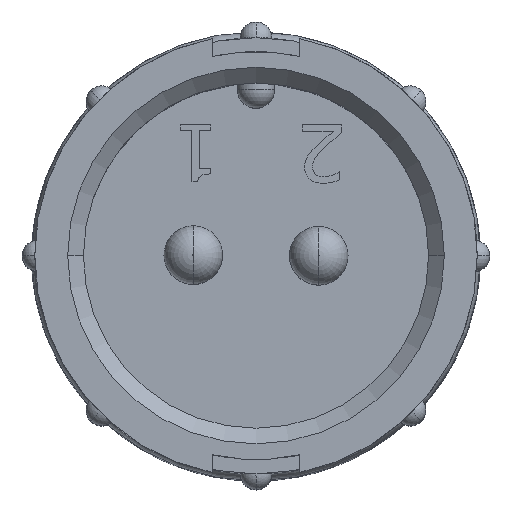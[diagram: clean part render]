
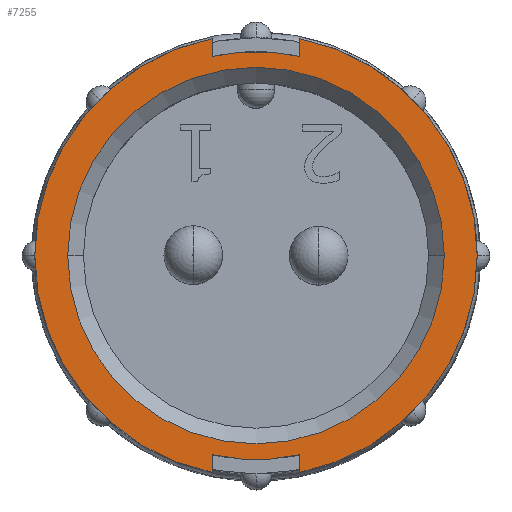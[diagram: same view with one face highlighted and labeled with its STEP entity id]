
A CAD part, top view. The second image highlights one B-rep face of the part: STEP entity #7255.
In plain terms, the highlighted planar face has unit normal (0, 0, 1).
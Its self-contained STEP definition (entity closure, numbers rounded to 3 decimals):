
#77 = CARTESIAN_POINT ( 'NONE',  ( 0., 0., 0. ) ) ;
#167 = EDGE_LOOP ( 'NONE', ( #2717, #552 ) ) ;
#284 = ORIENTED_EDGE ( 'NONE', *, *, #1336, .T. ) ;
#327 = CARTESIAN_POINT ( 'NONE',  ( 1.778, -8.061, 0. ) ) ;
#341 = CARTESIAN_POINT ( 'NONE',  ( 0., 0., 0. ) ) ;
#395 = VECTOR ( 'NONE', #5618, 1000. ) ;
#399 = VERTEX_POINT ( 'NONE', #2055 ) ;
#450 = CARTESIAN_POINT ( 'NONE',  ( 0., 0., 0. ) ) ;
#527 = VERTEX_POINT ( 'NONE', #1012 ) ;
#552 = ORIENTED_EDGE ( 'NONE', *, *, #3764, .F. ) ;
#587 = CIRCLE ( 'NONE', #4127, 7.62 ) ;
#604 = EDGE_CURVE ( 'NONE', #527, #3066, #3899, .T. ) ;
#620 = DIRECTION ( 'NONE',  ( 0., -1., 0. ) ) ;
#645 = CARTESIAN_POINT ( 'NONE',  ( -1.778, 8.061, 0. ) ) ;
#655 = DIRECTION ( 'NONE',  ( 0., 0., 1. ) ) ;
#730 = EDGE_CURVE ( 'NONE', #4036, #399, #2027, .T. ) ;
#789 = ORIENTED_EDGE ( 'NONE', *, *, #2688, .T. ) ;
#826 = FACE_BOUND ( 'NONE', #167, .T. ) ;
#884 = CIRCLE ( 'NONE', #6267, 8.954 ) ;
#930 = AXIS2_PLACEMENT_3D ( 'NONE', #4029, #655, #4597 ) ;
#1003 = FACE_OUTER_BOUND ( 'NONE', #4832, .T. ) ;
#1007 = DIRECTION ( 'NONE',  ( -1., 0., 0. ) ) ;
#1012 = CARTESIAN_POINT ( 'NONE',  ( 7.62, 0., 0. ) ) ;
#1143 = CARTESIAN_POINT ( 'NONE',  ( 1.778, 8.061, 0. ) ) ;
#1336 = EDGE_CURVE ( 'NONE', #2530, #1500, #884, .T. ) ;
#1361 = CIRCLE ( 'NONE', #6859, 8.255 ) ;
#1369 = VECTOR ( 'NONE', #620, 1000. ) ;
#1439 = PLANE ( 'NONE',  #3307 ) ;
#1449 = DIRECTION ( 'NONE',  ( 0., 1., 0. ) ) ;
#1500 = VERTEX_POINT ( 'NONE', #6118 ) ;
#1753 = CARTESIAN_POINT ( 'NONE',  ( 0., 0., 0. ) ) ;
#1848 = EDGE_CURVE ( 'NONE', #2805, #4368, #3429, .T. ) ;
#1937 = CARTESIAN_POINT ( 'NONE',  ( 0., 0., 0. ) ) ;
#2027 = CIRCLE ( 'NONE', #6486, 8.255 ) ;
#2042 = CARTESIAN_POINT ( 'NONE',  ( -1.778, 8.775, 0. ) ) ;
#2055 = CARTESIAN_POINT ( 'NONE',  ( 1.778, 8.061, 0. ) ) ;
#2075 = VERTEX_POINT ( 'NONE', #4722 ) ;
#2104 = DIRECTION ( 'NONE',  ( 1., 0., 0. ) ) ;
#2132 = CARTESIAN_POINT ( 'NONE',  ( -7.62, 0., 0. ) ) ;
#2306 = DIRECTION ( 'NONE',  ( 1., 0., 0. ) ) ;
#2494 = DIRECTION ( 'NONE',  ( 1., 0., 0. ) ) ;
#2511 = ORIENTED_EDGE ( 'NONE', *, *, #5775, .F. ) ;
#2530 = VERTEX_POINT ( 'NONE', #2042 ) ;
#2566 = DIRECTION ( 'NONE',  ( -1., 0., 0. ) ) ;
#2604 = DIRECTION ( 'NONE',  ( 0., 0., 1. ) ) ;
#2686 = CARTESIAN_POINT ( 'NONE',  ( 1.778, -8.061, 0. ) ) ;
#2688 = EDGE_CURVE ( 'NONE', #6525, #3785, #5008, .T. ) ;
#2717 = ORIENTED_EDGE ( 'NONE', *, *, #604, .F. ) ;
#2805 = VERTEX_POINT ( 'NONE', #3528 ) ;
#2838 = DIRECTION ( 'NONE',  ( 0., 0., 1. ) ) ;
#2854 = AXIS2_PLACEMENT_3D ( 'NONE', #5460, #2604, #6886 ) ;
#2878 = DIRECTION ( 'NONE',  ( 0., -1., 0. ) ) ;
#3043 = LINE ( 'NONE', #5124, #1369 ) ;
#3066 = VERTEX_POINT ( 'NONE', #2132 ) ;
#3070 = CARTESIAN_POINT ( 'NONE',  ( 1.778, 8.775, 0. ) ) ;
#3232 = EDGE_CURVE ( 'NONE', #2530, #4036, #3043, .T. ) ;
#3299 = CIRCLE ( 'NONE', #6885, 8.954 ) ;
#3307 = AXIS2_PLACEMENT_3D ( 'NONE', #5380, #5965, #2566 ) ;
#3371 = LINE ( 'NONE', #1143, #395 ) ;
#3406 = ORIENTED_EDGE ( 'NONE', *, *, #1848, .F. ) ;
#3429 = LINE ( 'NONE', #327, #4774 ) ;
#3528 = CARTESIAN_POINT ( 'NONE',  ( 1.778, -8.775, 0. ) ) ;
#3548 = VECTOR ( 'NONE', #2878, 1000. ) ;
#3764 = EDGE_CURVE ( 'NONE', #3066, #527, #587, .T. ) ;
#3785 = VERTEX_POINT ( 'NONE', #3070 ) ;
#3899 = CIRCLE ( 'NONE', #2854, 7.62 ) ;
#3965 = ORIENTED_EDGE ( 'NONE', *, *, #7002, .F. ) ;
#4029 = CARTESIAN_POINT ( 'NONE',  ( 0., 0., 0. ) ) ;
#4036 = VERTEX_POINT ( 'NONE', #645 ) ;
#4127 = AXIS2_PLACEMENT_3D ( 'NONE', #1937, #5893, #2494 ) ;
#4368 = VERTEX_POINT ( 'NONE', #2686 ) ;
#4396 = DIRECTION ( 'NONE',  ( 0., 0., -1. ) ) ;
#4492 = EDGE_CURVE ( 'NONE', #2075, #1500, #6755, .T. ) ;
#4495 = DIRECTION ( 'NONE',  ( 1., 0., 0. ) ) ;
#4555 = ORIENTED_EDGE ( 'NONE', *, *, #730, .F. ) ;
#4597 = DIRECTION ( 'NONE',  ( 1., 0., 0. ) ) ;
#4722 = CARTESIAN_POINT ( 'NONE',  ( -1.778, -8.061, 0. ) ) ;
#4774 = VECTOR ( 'NONE', #1449, 1000. ) ;
#4832 = EDGE_LOOP ( 'NONE', ( #4555, #5826, #284, #6864, #2511, #3406, #6708, #789, #3965 ) ) ;
#5008 = CIRCLE ( 'NONE', #930, 8.954 ) ;
#5124 = CARTESIAN_POINT ( 'NONE',  ( -1.778, 8.061, 0. ) ) ;
#5306 = EDGE_CURVE ( 'NONE', #2805, #6525, #3299, .T. ) ;
#5380 = CARTESIAN_POINT ( 'NONE',  ( 0., 7.62, 0. ) ) ;
#5460 = CARTESIAN_POINT ( 'NONE',  ( 0., 0., 0. ) ) ;
#5618 = DIRECTION ( 'NONE',  ( 0., 1., 0. ) ) ;
#5702 = DIRECTION ( 'NONE',  ( 0., 0., 1. ) ) ;
#5775 = EDGE_CURVE ( 'NONE', #4368, #2075, #1361, .T. ) ;
#5826 = ORIENTED_EDGE ( 'NONE', *, *, #3232, .F. ) ;
#5893 = DIRECTION ( 'NONE',  ( 0., 0., 1. ) ) ;
#5965 = DIRECTION ( 'NONE',  ( 0., 0., -1. ) ) ;
#6118 = CARTESIAN_POINT ( 'NONE',  ( -1.778, -8.775, 0. ) ) ;
#6267 = AXIS2_PLACEMENT_3D ( 'NONE', #77, #2838, #4495 ) ;
#6332 = CARTESIAN_POINT ( 'NONE',  ( -1.778, -8.061, 0. ) ) ;
#6459 = DIRECTION ( 'NONE',  ( 0., 0., -1. ) ) ;
#6486 = AXIS2_PLACEMENT_3D ( 'NONE', #341, #6459, #2104 ) ;
#6525 = VERTEX_POINT ( 'NONE', #6913 ) ;
#6708 = ORIENTED_EDGE ( 'NONE', *, *, #5306, .T. ) ;
#6755 = LINE ( 'NONE', #6332, #3548 ) ;
#6859 = AXIS2_PLACEMENT_3D ( 'NONE', #450, #4396, #1007 ) ;
#6864 = ORIENTED_EDGE ( 'NONE', *, *, #4492, .F. ) ;
#6885 = AXIS2_PLACEMENT_3D ( 'NONE', #1753, #5702, #2306 ) ;
#6886 = DIRECTION ( 'NONE',  ( 1., 0., 0. ) ) ;
#6913 = CARTESIAN_POINT ( 'NONE',  ( 8.954, 0., 0. ) ) ;
#7002 = EDGE_CURVE ( 'NONE', #399, #3785, #3371, .T. ) ;
#7255 = ADVANCED_FACE ( 'NONE', ( #826, #1003 ), #1439, .F. ) ;
